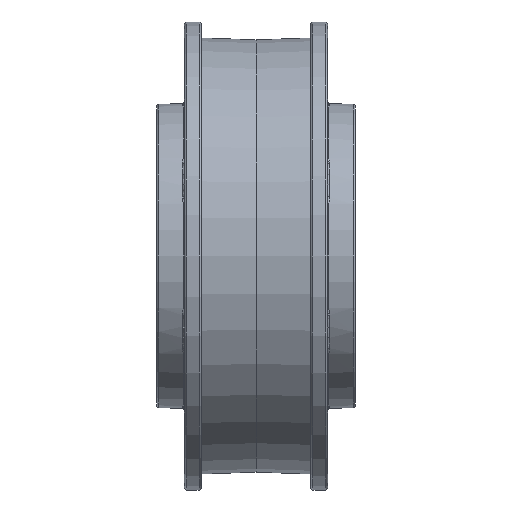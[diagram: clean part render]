
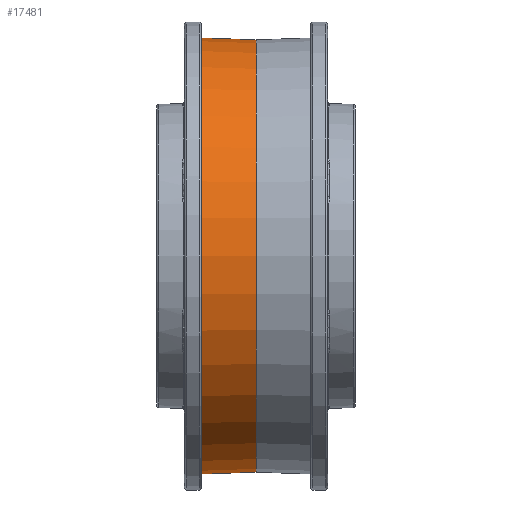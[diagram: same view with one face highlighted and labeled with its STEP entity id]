
A CAD part, front view. The second image highlights one B-rep face of the part: STEP entity #17481.
In plain terms, the highlighted conical face has half-angle 2 degrees and reference radius 45.72 mm.
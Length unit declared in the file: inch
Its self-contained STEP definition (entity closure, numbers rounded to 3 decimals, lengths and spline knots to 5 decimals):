
#1296 = CARTESIAN_POINT ( 'NONE',  ( 0.32, 0., -1.8 ) ) ;
#1775 = DIRECTION ( 'NONE',  ( -0.999, 0., -0.035 ) ) ;
#2422 = VERTEX_POINT ( 'NONE', #12764 ) ;
#3123 = LINE ( 'NONE', #8195, #4924 ) ;
#3671 = VERTEX_POINT ( 'NONE', #16184 ) ;
#3914 = DIRECTION ( 'NONE',  ( -1., 0., 0. ) ) ;
#4144 = CONICAL_SURFACE ( 'NONE', #15659, 1.8, 0.035 ) ;
#4924 = VECTOR ( 'NONE', #1775, 39.37008 ) ;
#5170 = CARTESIAN_POINT ( 'NONE',  ( 0.82, 0., 0. ) ) ;
#5400 = FACE_OUTER_BOUND ( 'NONE', #8355, .T. ) ;
#6788 = ORIENTED_EDGE ( 'NONE', *, *, #7094, .F. ) ;
#7020 = DIRECTION ( 'NONE',  ( -1., 0., 0. ) ) ;
#7094 = EDGE_CURVE ( 'NONE', #19349, #14139, #3123, .T. ) ;
#7153 = DIRECTION ( 'NONE',  ( 0., 0., -1. ) ) ;
#7202 = CARTESIAN_POINT ( 'NONE',  ( 0.82, 0., -1.78254 ) ) ;
#7612 = EDGE_CURVE ( 'NONE', #19349, #3671, #16125, .T. ) ;
#8195 = CARTESIAN_POINT ( 'NONE',  ( 0.32, 0., -1.8 ) ) ;
#8355 = EDGE_LOOP ( 'NONE', ( #19272, #10061, #17464, #6788 ) ) ;
#9392 = CIRCLE ( 'NONE', #17629, 1.8 ) ;
#9628 = LINE ( 'NONE', #19320, #17965 ) ;
#10061 = ORIENTED_EDGE ( 'NONE', *, *, #17385, .T. ) ;
#10310 = CARTESIAN_POINT ( 'NONE',  ( 0.32, 0., 0. ) ) ;
#12764 = CARTESIAN_POINT ( 'NONE',  ( 0.32, 0., 1.8 ) ) ;
#13207 = DIRECTION ( 'NONE',  ( 0., 0., 1. ) ) ;
#14139 = VERTEX_POINT ( 'NONE', #1296 ) ;
#15659 = AXIS2_PLACEMENT_3D ( 'NONE', #16732, #18072, #7153 ) ;
#16125 = CIRCLE ( 'NONE', #17106, 1.78254 ) ;
#16184 = CARTESIAN_POINT ( 'NONE',  ( 0.82, 0., 1.78254 ) ) ;
#16732 = CARTESIAN_POINT ( 'NONE',  ( 0.32, 0., 0. ) ) ;
#16759 = EDGE_CURVE ( 'NONE', #14139, #2422, #9392, .T. ) ;
#17106 = AXIS2_PLACEMENT_3D ( 'NONE', #5170, #3914, #13207 ) ;
#17385 = EDGE_CURVE ( 'NONE', #3671, #2422, #9628, .T. ) ;
#17463 = DIRECTION ( 'NONE',  ( -0.999, 0., 0.035 ) ) ;
#17464 = ORIENTED_EDGE ( 'NONE', *, *, #16759, .F. ) ;
#17481 = ADVANCED_FACE ( 'NONE', ( #5400 ), #4144, .T. ) ;
#17629 = AXIS2_PLACEMENT_3D ( 'NONE', #10310, #7020, #19693 ) ;
#17965 = VECTOR ( 'NONE', #17463, 39.37008 ) ;
#18072 = DIRECTION ( 'NONE',  ( -1., 0., 0. ) ) ;
#19272 = ORIENTED_EDGE ( 'NONE', *, *, #7612, .T. ) ;
#19320 = CARTESIAN_POINT ( 'NONE',  ( 0.32, 0., 1.8 ) ) ;
#19349 = VERTEX_POINT ( 'NONE', #7202 ) ;
#19693 = DIRECTION ( 'NONE',  ( 0., 0., 1. ) ) ;
